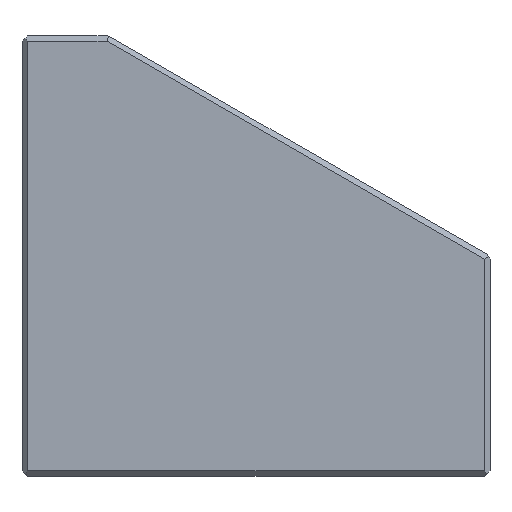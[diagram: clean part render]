
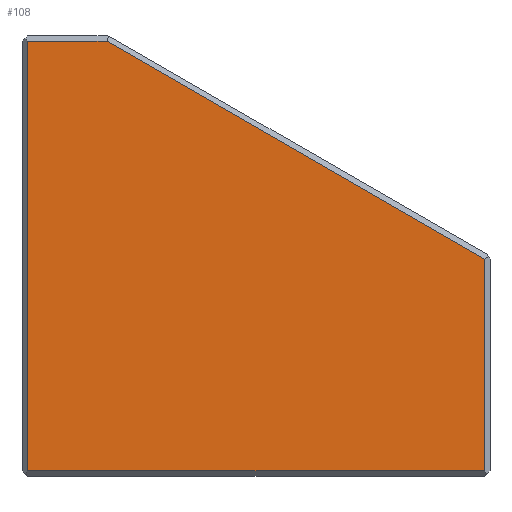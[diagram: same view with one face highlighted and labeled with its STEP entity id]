
A CAD part, left-side view. The second image highlights one B-rep face of the part: STEP entity #108.
In plain terms, the highlighted planar face has unit normal (-1, 0, 0).
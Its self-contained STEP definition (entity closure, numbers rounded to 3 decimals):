
#108 = ADVANCED_FACE( '', ( #192 ), #193, .T. );
#192 = FACE_OUTER_BOUND( '', #294, .T. );
#193 = PLANE( '', #295 );
#294 = EDGE_LOOP( '', ( #602, #603, #604, #605, #606 ) );
#295 = AXIS2_PLACEMENT_3D( '', #607, #608, #609 );
#602 = ORIENTED_EDGE( '', *, *, #747, .T. );
#603 = ORIENTED_EDGE( '', *, *, #712, .T. );
#604 = ORIENTED_EDGE( '', *, *, #741, .T. );
#605 = ORIENTED_EDGE( '', *, *, #745, .T. );
#606 = ORIENTED_EDGE( '', *, *, #739, .T. );
#607 = CARTESIAN_POINT( '', ( 0., -42.5, 0. ) );
#608 = DIRECTION( '', ( -1., 0., 0. ) );
#609 = DIRECTION( '', ( 0., 0., 1. ) );
#712 = EDGE_CURVE( '', #853, #859, #861, .T. );
#739 = EDGE_CURVE( '', #904, #902, #905, .T. );
#741 = EDGE_CURVE( '', #859, #907, #908, .T. );
#745 = EDGE_CURVE( '', #907, #904, #912, .T. );
#747 = EDGE_CURVE( '', #902, #853, #914, .T. );
#853 = VERTEX_POINT( '', #1063 );
#859 = VERTEX_POINT( '', #1072 );
#861 = LINE( '', #1075, #1076 );
#902 = VERTEX_POINT( '', #1142 );
#904 = VERTEX_POINT( '', #1145 );
#905 = LINE( '', #1146, #1147 );
#907 = VERTEX_POINT( '', #1150 );
#908 = LINE( '', #1151, #1152 );
#912 = LINE( '', #1159, #1160 );
#914 = LINE( '', #1163, #1164 );
#1063 = CARTESIAN_POINT( '', ( 0., -41.5, 39.423 ) );
#1072 = CARTESIAN_POINT( '', ( 0., 27.05, 79. ) );
#1075 = CARTESIAN_POINT( '', ( 0., 25.55, 78.134 ) );
#1076 = VECTOR( '', #1268, 1000. );
#1142 = CARTESIAN_POINT( '', ( 0., -41.5, 1. ) );
#1145 = CARTESIAN_POINT( '', ( 0., 41.5, 1. ) );
#1146 = CARTESIAN_POINT( '', ( 0., -42.5, 1. ) );
#1147 = VECTOR( '', #1295, 1000. );
#1150 = CARTESIAN_POINT( '', ( 0., 41.5, 79. ) );
#1151 = CARTESIAN_POINT( '', ( 0., -42.5, 79. ) );
#1152 = VECTOR( '', #1297, 1000. );
#1159 = CARTESIAN_POINT( '', ( 0., 41.5, 0. ) );
#1160 = VECTOR( '', #1301, 1000. );
#1163 = CARTESIAN_POINT( '', ( 0., -41.5, 0. ) );
#1164 = VECTOR( '', #1303, 1000. );
#1268 = DIRECTION( '', ( 0., 0.866, 0.5 ) );
#1295 = DIRECTION( '', ( 0., -1., 0. ) );
#1297 = DIRECTION( '', ( 0., 1., 0. ) );
#1301 = DIRECTION( '', ( 0., 0., -1. ) );
#1303 = DIRECTION( '', ( 0., 0., 1. ) );
